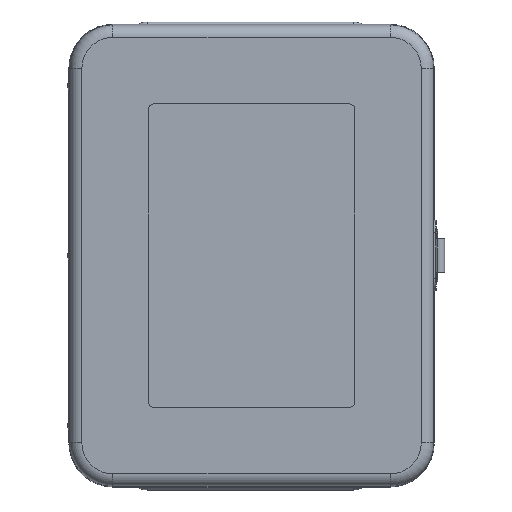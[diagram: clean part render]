
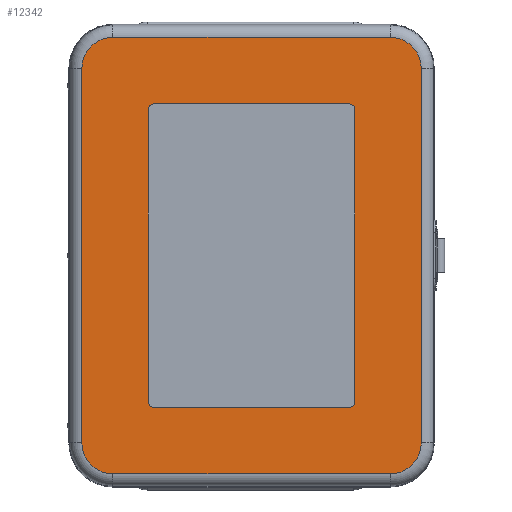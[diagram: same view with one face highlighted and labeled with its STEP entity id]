
A CAD part, top view. The second image highlights one B-rep face of the part: STEP entity #12342.
In plain terms, the highlighted planar face has unit normal (0, 0, 1).
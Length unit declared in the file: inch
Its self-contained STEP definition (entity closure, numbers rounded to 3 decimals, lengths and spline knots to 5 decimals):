
#591=LINE($,#20891,#1520);
#593=LINE($,#20911,#1522);
#596=LINE($,#20918,#1525);
#598=LINE($,#20933,#1527);
#606=LINE($,#20955,#1535);
#607=LINE($,#20959,#1536);
#608=LINE($,#20963,#1537);
#609=LINE($,#20967,#1538);
#1520=VECTOR($,#15567,5.7036);
#1522=VECTOR($,#15591,7.7036);
#1525=VECTOR($,#15598,7.7036);
#1527=VECTOR($,#15618,5.7036);
#1535=VECTOR($,#15640,6.);
#1536=VECTOR($,#15643,4.);
#1537=VECTOR($,#15646,6.);
#1538=VECTOR($,#15649,4.);
#2328=PLANE($,#13416);
#2707=FACE_BOUND($,#4228,.T.);
#3418=FACE_OUTER_BOUND($,#4227,.T.);
#4227=EDGE_LOOP($,(#9557,#9558,#9559,#9560,#9561,#9562,#9563,#9564));
#4228=EDGE_LOOP($,(#9565,#9566,#9567,#9568,#9569,#9570,#9571,#9572));
#5152=CIRCLE($,#13391,0.63807);
#5156=CIRCLE($,#13396,0.63807);
#5160=CIRCLE($,#13403,0.63807);
#5164=CIRCLE($,#13408,0.63807);
#5167=CIRCLE($,#13417,0.125);
#5168=CIRCLE($,#13418,0.125);
#5169=CIRCLE($,#13419,0.125);
#5170=CIRCLE($,#13420,0.125);
#5916=VERTEX_POINT($,#20888);
#5917=VERTEX_POINT($,#20890);
#5920=VERTEX_POINT($,#20897);
#5921=VERTEX_POINT($,#20902);
#5924=VERTEX_POINT($,#20909);
#5925=VERTEX_POINT($,#20914);
#5928=VERTEX_POINT($,#20921);
#5929=VERTEX_POINT($,#20926);
#5936=VERTEX_POINT($,#20953);
#5937=VERTEX_POINT($,#20954);
#5938=VERTEX_POINT($,#20956);
#5939=VERTEX_POINT($,#20958);
#5940=VERTEX_POINT($,#20960);
#5941=VERTEX_POINT($,#20962);
#5942=VERTEX_POINT($,#20964);
#5943=VERTEX_POINT($,#20966);
#7283=EDGE_CURVE($,#5916,#5917,#591,.T.);
#7287=EDGE_CURVE($,#5920,#5916,#5152,.T.);
#7291=EDGE_CURVE($,#5917,#5921,#5156,.T.);
#7293=EDGE_CURVE($,#5924,#5920,#593,.T.);
#7297=EDGE_CURVE($,#5921,#5925,#596,.T.);
#7299=EDGE_CURVE($,#5928,#5924,#5160,.T.);
#7303=EDGE_CURVE($,#5925,#5929,#5164,.T.);
#7305=EDGE_CURVE($,#5929,#5928,#598,.T.);
#7315=EDGE_CURVE($,#5936,#5937,#606,.T.);
#7316=EDGE_CURVE($,#5938,#5937,#5167,.T.);
#7317=EDGE_CURVE($,#5938,#5939,#607,.T.);
#7318=EDGE_CURVE($,#5940,#5939,#5168,.T.);
#7319=EDGE_CURVE($,#5940,#5941,#608,.T.);
#7320=EDGE_CURVE($,#5942,#5941,#5169,.T.);
#7321=EDGE_CURVE($,#5942,#5943,#609,.T.);
#7322=EDGE_CURVE($,#5936,#5943,#5170,.T.);
#9557=ORIENTED_EDGE($,*,*,#7283,.F.);
#9558=ORIENTED_EDGE($,*,*,#7287,.F.);
#9559=ORIENTED_EDGE($,*,*,#7293,.F.);
#9560=ORIENTED_EDGE($,*,*,#7299,.F.);
#9561=ORIENTED_EDGE($,*,*,#7305,.F.);
#9562=ORIENTED_EDGE($,*,*,#7303,.F.);
#9563=ORIENTED_EDGE($,*,*,#7297,.F.);
#9564=ORIENTED_EDGE($,*,*,#7291,.F.);
#9565=ORIENTED_EDGE($,*,*,#7315,.T.);
#9566=ORIENTED_EDGE($,*,*,#7316,.F.);
#9567=ORIENTED_EDGE($,*,*,#7317,.T.);
#9568=ORIENTED_EDGE($,*,*,#7318,.F.);
#9569=ORIENTED_EDGE($,*,*,#7319,.T.);
#9570=ORIENTED_EDGE($,*,*,#7320,.F.);
#9571=ORIENTED_EDGE($,*,*,#7321,.T.);
#9572=ORIENTED_EDGE($,*,*,#7322,.F.);
#12342=ADVANCED_FACE($,(#3418,#2707),#2328,.T.);
#13391=AXIS2_PLACEMENT_3D($,#20899,#15575,#15576);
#13396=AXIS2_PLACEMENT_3D($,#20906,#15585,#15586);
#13403=AXIS2_PLACEMENT_3D($,#20923,#15603,#15604);
#13408=AXIS2_PLACEMENT_3D($,#20930,#15613,#15614);
#13416=AXIS2_PLACEMENT_3D($,#20952,#15638,#15639);
#13417=AXIS2_PLACEMENT_3D($,#20957,#15641,#15642);
#13418=AXIS2_PLACEMENT_3D($,#20961,#15644,#15645);
#13419=AXIS2_PLACEMENT_3D($,#20965,#15647,#15648);
#13420=AXIS2_PLACEMENT_3D($,#20968,#15650,#15651);
#15567=DIRECTION($,(1.,0.,0.));
#15575=DIRECTION('center_axis',(0.,0.,-1.));
#15576=DIRECTION('ref_axis',(-0.707,0.707,0.));
#15585=DIRECTION('center_axis',(0.,0.,-1.));
#15586=DIRECTION('ref_axis',(0.707,0.707,0.));
#15591=DIRECTION($,(0.,1.,0.));
#15598=DIRECTION($,(0.,-1.,0.));
#15603=DIRECTION('center_axis',(0.,0.,-1.));
#15604=DIRECTION('ref_axis',(-0.707,-0.707,0.));
#15613=DIRECTION('center_axis',(0.,0.,-1.));
#15614=DIRECTION('ref_axis',(0.707,-0.707,0.));
#15618=DIRECTION($,(-1.,0.,0.));
#15638=DIRECTION('center_axis',(0.,0.,1.));
#15639=DIRECTION('ref_axis',(1.,0.,0.));
#15640=DIRECTION($,(0.,1.,0.));
#15641=DIRECTION('center_axis',(0.,0.,1.));
#15642=DIRECTION('ref_axis',(-0.707,0.707,0.));
#15643=DIRECTION($,(1.,0.,0.));
#15644=DIRECTION('center_axis',(0.,0.,1.));
#15645=DIRECTION('ref_axis',(0.707,0.707,0.));
#15646=DIRECTION($,(0.,-1.,0.));
#15647=DIRECTION('center_axis',(0.,0.,1.));
#15648=DIRECTION('ref_axis',(0.707,-0.707,0.));
#15649=DIRECTION($,(-1.,0.,0.));
#15650=DIRECTION('center_axis',(0.,0.,1.));
#15651=DIRECTION('ref_axis',(-0.707,-0.707,0.));
#20888=CARTESIAN_POINT('',(-2.8518,4.48987,0.76));
#20890=CARTESIAN_POINT('',(2.8518,4.48987,0.76));
#20891=CARTESIAN_POINT($,(-2.8518,4.48987,0.76));
#20897=CARTESIAN_POINT('',(-3.48987,3.8518,0.76));
#20899=CARTESIAN_POINT('Origin',(-2.8518,3.8518,0.76));
#20902=CARTESIAN_POINT('',(3.48987,3.8518,0.76));
#20906=CARTESIAN_POINT('Origin',(2.8518,3.8518,0.76));
#20909=CARTESIAN_POINT('',(-3.48987,-3.8518,0.76));
#20911=CARTESIAN_POINT($,(-3.48987,-3.8518,0.76));
#20914=CARTESIAN_POINT('',(3.48987,-3.8518,0.76));
#20918=CARTESIAN_POINT($,(3.48987,3.8518,0.76));
#20921=CARTESIAN_POINT('',(-2.8518,-4.48987,0.76));
#20923=CARTESIAN_POINT('Origin',(-2.8518,-3.8518,0.76));
#20926=CARTESIAN_POINT('',(2.8518,-4.48987,0.76));
#20930=CARTESIAN_POINT('Origin',(2.8518,-3.8518,0.76));
#20933=CARTESIAN_POINT($,(2.8518,-4.48987,0.76));
#20952=CARTESIAN_POINT('Origin',(0.,0.,0.76));
#20953=CARTESIAN_POINT('',(-2.125,-3.,0.76));
#20954=CARTESIAN_POINT('',(-2.125,3.,0.76));
#20955=CARTESIAN_POINT($,(-2.125,-3.,0.76));
#20956=CARTESIAN_POINT('',(-2.,3.125,0.76));
#20957=CARTESIAN_POINT('Origin',(-2.,3.,0.76));
#20958=CARTESIAN_POINT('',(2.,3.125,0.76));
#20959=CARTESIAN_POINT($,(-2.,3.125,0.76));
#20960=CARTESIAN_POINT('',(2.125,3.,0.76));
#20961=CARTESIAN_POINT('Origin',(2.,3.,0.76));
#20962=CARTESIAN_POINT('',(2.125,-3.,0.76));
#20963=CARTESIAN_POINT($,(2.125,3.,0.76));
#20964=CARTESIAN_POINT('',(2.,-3.125,0.76));
#20965=CARTESIAN_POINT('Origin',(2.,-3.,0.76));
#20966=CARTESIAN_POINT('',(-2.,-3.125,0.76));
#20967=CARTESIAN_POINT($,(2.,-3.125,0.76));
#20968=CARTESIAN_POINT('Origin',(-2.,-3.,0.76));
